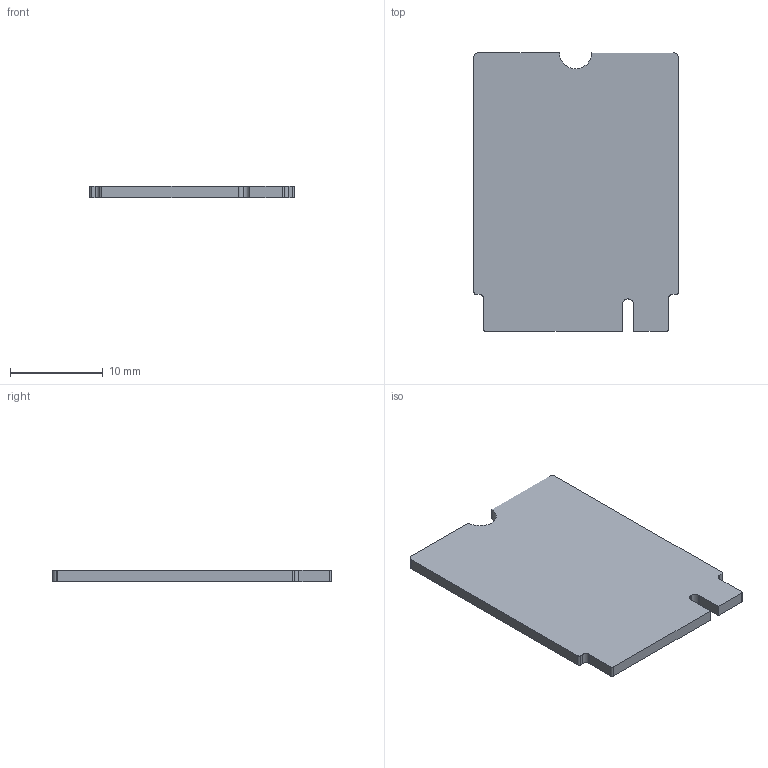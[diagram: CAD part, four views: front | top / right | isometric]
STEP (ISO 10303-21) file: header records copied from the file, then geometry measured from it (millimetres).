
FILE_DESCRIPTION(('KiCad electronic assembly'),'2;1');
FILE_NAME('M.2-B.step','2024-12-27T15:44:09',('Pcbnew'),('Kicad'), 'Open CASCADE STEP processor 7.7','KiCad to STEP converter','Unknown' );
FILE_SCHEMA(('AUTOMOTIVE_DESIGN { 1 0 10303 214 1 1 1 1 }'));
Length unit declared in the file: millimetre
Products named in the file (2): M.2-B 1; _autosave-M.2-Templates_PCB
Assembly tree (1 placements, depth 2):
  M.2-B 1
    _autosave-M.2-Templates_PCB
Bounding box: 22.01 x 30.05 x 1.2 mm (x, y, z)
Volume: 772.7 mm3; surface area: 1421.5 mm2
Topology: 1 solids, 1 shells, 38 faces, 108 edges, 72 vertices
Faces by surface type: plane 26, cylinder 12
Entity records: 1273 total; most frequent: CARTESIAN_POINT 220, ORIENTED_EDGE 216, DIRECTION 212, EDGE_CURVE 108, LINE 84, VECTOR 84, VERTEX_POINT 72, AXIS2_PLACEMENT_3D 64
